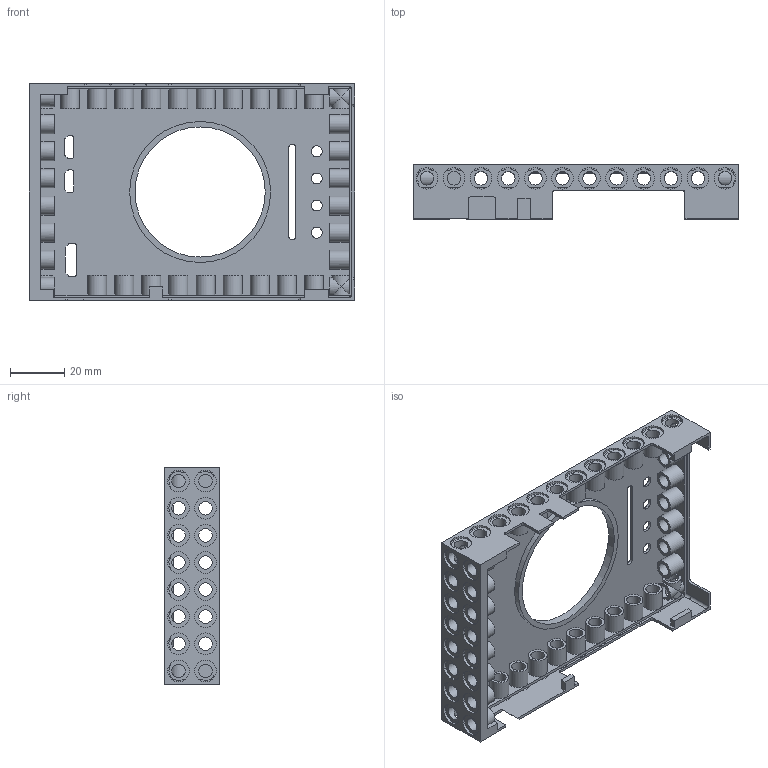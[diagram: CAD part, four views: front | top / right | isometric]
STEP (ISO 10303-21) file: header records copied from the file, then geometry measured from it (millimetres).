
FILE_DESCRIPTION(/* description */ (''),/* implementation_level */ '2;1');
FILE_NAME(/* name */ 'BRcA_2.stp',/* time_stamp */ '2019-03-20T23:16:03+01:00',/* author */ ('Varga Daniel'),/* organization */ (''),/* preprocessor_version */ 'ST-DEVELOPER v17.2',/* originating_system */ 'Autodesk Inventor 2019',/* authorisation */ '');
FILE_SCHEMA (('AUTOMOTIVE_DESIGN { 1 0 10303 214 3 1 1 }'));
Length unit declared in the file: millimetre
Products named in the file (1): BRcA_2
Bounding box: 120 x 20 x 80 mm (x, y, z)
Volume: 20661.3 mm3; surface area: 40444 mm2
Topology: 1 solids, 1 shells, 484 faces, 1390 edges, 932 vertices
Faces by surface type: plane 267, cylinder 213, sphere 4
Full cylindrical faces by diameter (mm): 4 x4, 5 x55, 7 x38, 8 x47, 48 x1, 52 x1
Entity records: 17293 total; most frequent: CARTESIAN_POINT 3245, DIRECTION 2957, ORIENTED_EDGE 2772, EDGE_CURVE 1386, AXIS2_PLACEMENT_3D 1136, VERTEX_POINT 932, LINE 685, VECTOR 685
